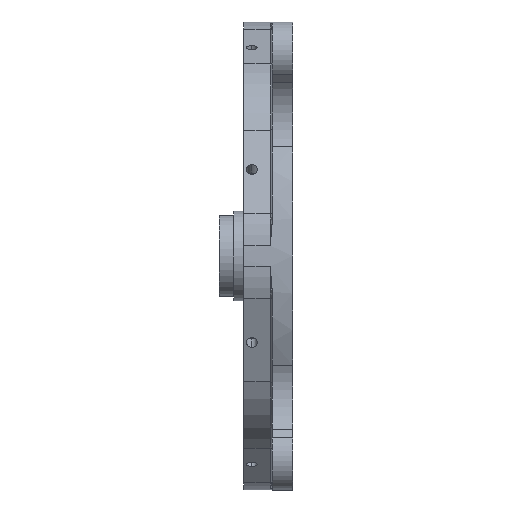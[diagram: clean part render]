
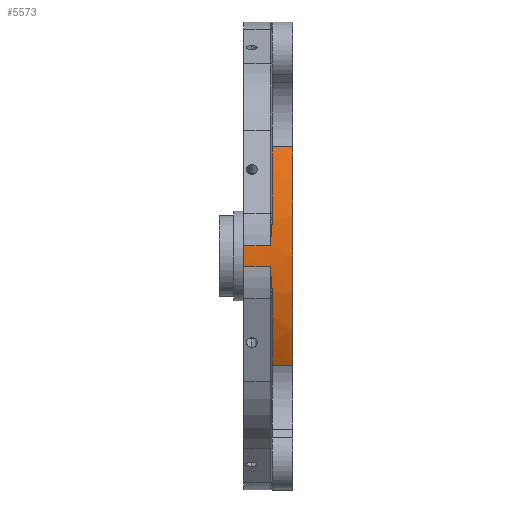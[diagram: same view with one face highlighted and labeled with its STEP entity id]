
A CAD part, left-side view. The second image highlights one B-rep face of the part: STEP entity #5573.
In plain terms, the highlighted cylindrical face has radius 115 mm (diameter 230 mm), a partial arc.
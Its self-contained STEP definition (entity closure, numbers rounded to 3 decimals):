
#75 = CARTESIAN_POINT ( 'NONE',  ( -114.792, 10.764, -7.215 ) ) ;
#100 = CARTESIAN_POINT ( 'NONE',  ( -114.644, 10.526, 9.282 ) ) ;
#107 = AXIS2_PLACEMENT_3D ( 'NONE', #311, #2234, #1655 ) ;
#126 = CARTESIAN_POINT ( 'NONE',  ( -114.22, 10.161, -13.409 ) ) ;
#278 = VERTEX_POINT ( 'NONE', #300 ) ;
#285 = CARTESIAN_POINT ( 'NONE',  ( 0., 10., 0. ) ) ;
#300 = CARTESIAN_POINT ( 'NONE',  ( -101.731, 10., 53.627 ) ) ;
#311 = CARTESIAN_POINT ( 'NONE',  ( 0., 10., 0. ) ) ;
#373 = EDGE_CURVE ( 'NONE', #5504, #7983, #7379, .T. ) ;
#378 = CARTESIAN_POINT ( 'NONE',  ( -101.731, 10., -53.627 ) ) ;
#802 = ORIENTED_EDGE ( 'NONE', *, *, #3972, .F. ) ;
#845 = CARTESIAN_POINT ( 'NONE',  ( -114.644, 10.526, -9.282 ) ) ;
#863 = CARTESIAN_POINT ( 'NONE',  ( -101.731, 0., 53.627 ) ) ;
#1054 = DIRECTION ( 'NONE',  ( 0., 0., 1. ) ) ;
#1090 = DIRECTION ( 'NONE',  ( 0., -1., 0. ) ) ;
#1216 = CARTESIAN_POINT ( 'NONE',  ( -114.885, 10., -5.147 ) ) ;
#1488 = CARTESIAN_POINT ( 'NONE',  ( -113.655, 10., 17.536 ) ) ;
#1517 = ORIENTED_EDGE ( 'NONE', *, *, #3339, .T. ) ;
#1567 = DIRECTION ( 'NONE',  ( 0., 1., 0. ) ) ;
#1610 = LINE ( 'NONE', #3622, #3068 ) ;
#1655 = DIRECTION ( 'NONE',  ( 0., 0., 1. ) ) ;
#1707 = DIRECTION ( 'NONE',  ( 0., -1., 0. ) ) ;
#1766 = LINE ( 'NONE', #7238, #4546 ) ;
#1824 = CARTESIAN_POINT ( 'NONE',  ( -114.885, 24., -5.147 ) ) ;
#2199 = CARTESIAN_POINT ( 'NONE',  ( -114.792, 10.763, 7.216 ) ) ;
#2234 = DIRECTION ( 'NONE',  ( 0., 1., 0. ) ) ;
#2414 = DIRECTION ( 'NONE',  ( 0., 0., -1. ) ) ;
#2489 = AXIS2_PLACEMENT_3D ( 'NONE', #4095, #7954, #3258 ) ;
#2503 = AXIS2_PLACEMENT_3D ( 'NONE', #8435, #1707, #2414 ) ;
#2623 = ORIENTED_EDGE ( 'NONE', *, *, #6651, .F. ) ;
#2856 = CARTESIAN_POINT ( 'NONE',  ( -113.655, 10., -17.536 ) ) ;
#2952 = CARTESIAN_POINT ( 'NONE',  ( 0., 0., 0. ) ) ;
#2995 = EDGE_CURVE ( 'NONE', #3512, #5504, #3738, .T. ) ;
#3013 = DIRECTION ( 'NONE',  ( 0., 1., 0. ) ) ;
#3014 = VERTEX_POINT ( 'NONE', #4759 ) ;
#3068 = VECTOR ( 'NONE', #6520, 1000. ) ;
#3258 = DIRECTION ( 'NONE',  ( 0., 0., 1. ) ) ;
#3283 = DIRECTION ( 'NONE',  ( 0., -1., 0. ) ) ;
#3305 = VECTOR ( 'NONE', #7470, 1000. ) ;
#3339 = EDGE_CURVE ( 'NONE', #3014, #4147, #5767, .T. ) ;
#3369 = LINE ( 'NONE', #1216, #5515 ) ;
#3401 = CIRCLE ( 'NONE', #107, 115. ) ;
#3415 = CARTESIAN_POINT ( 'NONE',  ( -113.814, 10., 16.505 ) ) ;
#3512 = VERTEX_POINT ( 'NONE', #7901 ) ;
#3523 = CARTESIAN_POINT ( 'NONE',  ( -114.885, 11., -5.147 ) ) ;
#3530 = VERTEX_POINT ( 'NONE', #378 ) ;
#3622 = CARTESIAN_POINT ( 'NONE',  ( -101.731, 10., -53.627 ) ) ;
#3738 = B_SPLINE_CURVE_WITH_KNOTS ( 'NONE', 3,
 ( #1488, #3415, #8298, #7496, #4169, #100, #2199, #8832 ),
 .UNSPECIFIED., .F., .F.,
 ( 4, 2, 2, 4 ),
 ( 0., 0.003, 0.006, 0.013 ),
 .UNSPECIFIED. ) ;
#3972 = EDGE_CURVE ( 'NONE', #3530, #4147, #6920, .T. ) ;
#4095 = CARTESIAN_POINT ( 'NONE',  ( 0., 24., 0. ) ) ;
#4132 = VERTEX_POINT ( 'NONE', #863 ) ;
#4147 = VERTEX_POINT ( 'NONE', #8300 ) ;
#4169 = CARTESIAN_POINT ( 'NONE',  ( -114.337, 10.243, 12.377 ) ) ;
#4172 = CARTESIAN_POINT ( 'NONE',  ( -114.885, 11., 5.147 ) ) ;
#4289 = ORIENTED_EDGE ( 'NONE', *, *, #4705, .T. ) ;
#4482 = ORIENTED_EDGE ( 'NONE', *, *, #8476, .F. ) ;
#4546 = VECTOR ( 'NONE', #1090, 1000. ) ;
#4598 = CARTESIAN_POINT ( 'NONE',  ( -114.885, 10., 5.147 ) ) ;
#4705 = EDGE_CURVE ( 'NONE', #3530, #5248, #1610, .T. ) ;
#4759 = CARTESIAN_POINT ( 'NONE',  ( -114.885, 11., -5.147 ) ) ;
#4766 = EDGE_CURVE ( 'NONE', #5248, #4132, #8509, .T. ) ;
#4874 = EDGE_CURVE ( 'NONE', #6132, #7983, #8795, .T. ) ;
#5037 = EDGE_LOOP ( 'NONE', ( #6553, #6473, #1517, #802, #4289, #8448, #4482, #2623, #5394, #8215 ) ) ;
#5046 = CARTESIAN_POINT ( 'NONE',  ( -113.814, 10., -16.505 ) ) ;
#5225 = CARTESIAN_POINT ( 'NONE',  ( -114.885, 24., 5.147 ) ) ;
#5248 = VERTEX_POINT ( 'NONE', #8787 ) ;
#5295 = EDGE_CURVE ( 'NONE', #6132, #3014, #3369, .T. ) ;
#5394 = ORIENTED_EDGE ( 'NONE', *, *, #2995, .T. ) ;
#5504 = VERTEX_POINT ( 'NONE', #4172 ) ;
#5515 = VECTOR ( 'NONE', #3283, 1000. ) ;
#5573 = ADVANCED_FACE ( 'NONE', ( #5702 ), #7085, .T. ) ;
#5633 = CARTESIAN_POINT ( 'NONE',  ( -113.959, 10.04, -15.472 ) ) ;
#5702 = FACE_OUTER_BOUND ( 'NONE', #5037, .T. ) ;
#5767 = B_SPLINE_CURVE_WITH_KNOTS ( 'NONE', 3,
 ( #3523, #75, #845, #6301, #126, #5633, #5046, #2856 ),
 .UNSPECIFIED., .F., .F.,
 ( 4, 2, 2, 4 ),
 ( 0., 0.006, 0.009, 0.012 ),
 .UNSPECIFIED. ) ;
#5792 = AXIS2_PLACEMENT_3D ( 'NONE', #2952, #1567, #1054 ) ;
#6100 = DIRECTION ( 'NONE',  ( 0., 0., 1. ) ) ;
#6132 = VERTEX_POINT ( 'NONE', #1824 ) ;
#6301 = CARTESIAN_POINT ( 'NONE',  ( -114.337, 10.243, -12.377 ) ) ;
#6473 = ORIENTED_EDGE ( 'NONE', *, *, #5295, .T. ) ;
#6520 = DIRECTION ( 'NONE',  ( 0., -1., 0. ) ) ;
#6553 = ORIENTED_EDGE ( 'NONE', *, *, #4874, .F. ) ;
#6651 = EDGE_CURVE ( 'NONE', #3512, #278, #3401, .T. ) ;
#6920 = CIRCLE ( 'NONE', #8366, 115. ) ;
#7085 = CYLINDRICAL_SURFACE ( 'NONE', #2503, 115. ) ;
#7238 = CARTESIAN_POINT ( 'NONE',  ( -101.731, 10., 53.627 ) ) ;
#7379 = LINE ( 'NONE', #4598, #3305 ) ;
#7470 = DIRECTION ( 'NONE',  ( 0., 1., 0. ) ) ;
#7496 = CARTESIAN_POINT ( 'NONE',  ( -114.22, 10.161, 13.409 ) ) ;
#7901 = CARTESIAN_POINT ( 'NONE',  ( -113.655, 10., 17.536 ) ) ;
#7954 = DIRECTION ( 'NONE',  ( 0., 1., 0. ) ) ;
#7983 = VERTEX_POINT ( 'NONE', #5225 ) ;
#8215 = ORIENTED_EDGE ( 'NONE', *, *, #373, .T. ) ;
#8298 = CARTESIAN_POINT ( 'NONE',  ( -113.959, 10.04, 15.472 ) ) ;
#8300 = CARTESIAN_POINT ( 'NONE',  ( -113.655, 10., -17.536 ) ) ;
#8366 = AXIS2_PLACEMENT_3D ( 'NONE', #285, #3013, #6100 ) ;
#8435 = CARTESIAN_POINT ( 'NONE',  ( 0., 10., 0. ) ) ;
#8448 = ORIENTED_EDGE ( 'NONE', *, *, #4766, .T. ) ;
#8476 = EDGE_CURVE ( 'NONE', #278, #4132, #1766, .T. ) ;
#8509 = CIRCLE ( 'NONE', #5792, 115. ) ;
#8787 = CARTESIAN_POINT ( 'NONE',  ( -101.731, 0., -53.627 ) ) ;
#8795 = CIRCLE ( 'NONE', #2489, 115. ) ;
#8832 = CARTESIAN_POINT ( 'NONE',  ( -114.885, 11., 5.147 ) ) ;
